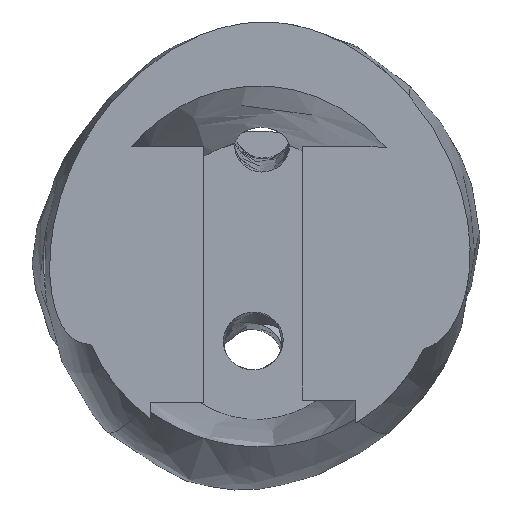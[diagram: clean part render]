
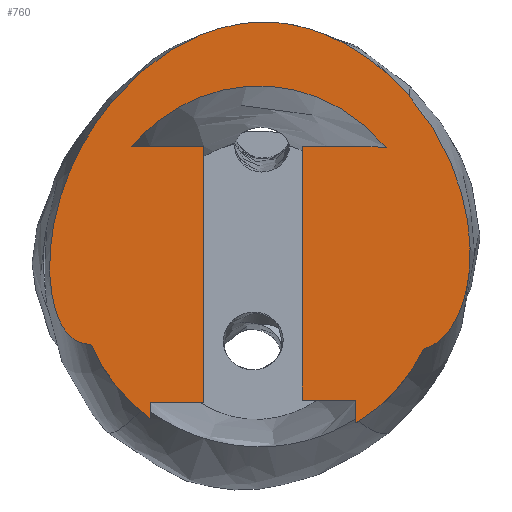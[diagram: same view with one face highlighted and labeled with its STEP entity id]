
A CAD part, front view. The second image highlights one B-rep face of the part: STEP entity #760.
In plain terms, the highlighted planar face has unit normal (0, -1, 0).
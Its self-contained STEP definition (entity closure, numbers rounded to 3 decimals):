
#56=ELLIPSE('',#801,6.502,5.856);
#82=CIRCLE('',#793,5.799);
#83=CIRCLE('',#798,5.922);
#121=FACE_OUTER_BOUND('',#160,.T.);
#160=EDGE_LOOP('',(#631,#632,#633,#634,#635,#636,#637,#638,#639,#640,#641,
#642,#643,#644,#645));
#220=B_SPLINE_CURVE_WITH_KNOTS('',3,(#2252,#2253,#2254,#2255,#2256,#2257,
#2258,#2259,#2260,#2261,#2262,#2263,#2264,#2265,#2266,#2267),
 .UNSPECIFIED.,.F.,.F.,(4,2,2,2,2,2,2,4),(-0.989,-0.758,
-0.568,-0.42,-0.325,-0.267,
-0.219,-0.208),.UNSPECIFIED.);
#221=B_SPLINE_CURVE_WITH_KNOTS('',3,(#2269,#2270,#2271,#2272,#2273,#2274,
#2275,#2276,#2277,#2278,#2279,#2280),.UNSPECIFIED.,.F.,.F.,(4,2,2,2,2,4),
(-0.939,-0.822,-0.712,-0.566,
-0.314,0.),.UNSPECIFIED.);
#222=B_SPLINE_CURVE_WITH_KNOTS('',3,(#2281,#2282,#2283,#2284,#2285,#2286,
#2287,#2288,#2289,#2290,#2291,#2292,#2293,#2294,#2295,#2296),
 .UNSPECIFIED.,.F.,.F.,(4,2,2,2,2,2,2,4),(-1.181,-1.144,
-1.082,-1.003,-0.865,-0.668,
-0.356,0.),.UNSPECIFIED.);
#232=LINE('',#1623,#300);
#233=LINE('',#1631,#301);
#239=LINE('',#1688,#307);
#242=LINE('',#2298,#310);
#243=LINE('',#2300,#311);
#244=LINE('',#2301,#312);
#245=LINE('',#2303,#313);
#246=LINE('',#2305,#314);
#247=LINE('',#2306,#315);
#300=VECTOR('',#855,1.011);
#301=VECTOR('',#858,0.765);
#307=VECTOR('',#872,0.525);
#310=VECTOR('',#881,1.8);
#311=VECTOR('',#882,8.568);
#312=VECTOR('',#883,2.415);
#313=VECTOR('',#884,1.8);
#314=VECTOR('',#885,8.491);
#315=VECTOR('',#886,1.8);
#385=VERTEX_POINT('',#1606);
#386=VERTEX_POINT('',#1611);
#388=VERTEX_POINT('',#1616);
#389=VERTEX_POINT('',#1621);
#391=VERTEX_POINT('',#1630);
#397=VERTEX_POINT('',#1662);
#399=VERTEX_POINT('',#1672);
#402=VERTEX_POINT('',#1686);
#409=VERTEX_POINT('',#2175);
#418=VERTEX_POINT('',#2251);
#419=VERTEX_POINT('',#2268);
#420=VERTEX_POINT('',#2297);
#421=VERTEX_POINT('',#2299);
#422=VERTEX_POINT('',#2302);
#423=VERTEX_POINT('',#2304);
#457=EDGE_CURVE('',#385,#386,#82,.T.);
#461=EDGE_CURVE('',#389,#388,#232,.T.);
#463=EDGE_CURVE('',#386,#391,#233,.T.);
#473=EDGE_CURVE('',#399,#397,#83,.T.);
#477=EDGE_CURVE('',#402,#399,#239,.T.);
#490=EDGE_CURVE('',#388,#409,#56,.T.);
#500=EDGE_CURVE('',#418,#385,#220,.T.);
#501=EDGE_CURVE('',#419,#418,#221,.T.);
#502=EDGE_CURVE('',#397,#419,#222,.T.);
#503=EDGE_CURVE('',#420,#402,#242,.T.);
#504=EDGE_CURVE('',#420,#421,#243,.T.);
#505=EDGE_CURVE('',#421,#409,#244,.T.);
#506=EDGE_CURVE('',#389,#422,#245,.T.);
#507=EDGE_CURVE('',#423,#422,#246,.T.);
#508=EDGE_CURVE('',#391,#423,#247,.T.);
#631=ORIENTED_EDGE('',*,*,#500,.F.);
#632=ORIENTED_EDGE('',*,*,#501,.F.);
#633=ORIENTED_EDGE('',*,*,#502,.F.);
#634=ORIENTED_EDGE('',*,*,#473,.F.);
#635=ORIENTED_EDGE('',*,*,#477,.F.);
#636=ORIENTED_EDGE('',*,*,#503,.F.);
#637=ORIENTED_EDGE('',*,*,#504,.T.);
#638=ORIENTED_EDGE('',*,*,#505,.T.);
#639=ORIENTED_EDGE('',*,*,#490,.F.);
#640=ORIENTED_EDGE('',*,*,#461,.F.);
#641=ORIENTED_EDGE('',*,*,#506,.T.);
#642=ORIENTED_EDGE('',*,*,#507,.F.);
#643=ORIENTED_EDGE('',*,*,#508,.F.);
#644=ORIENTED_EDGE('',*,*,#463,.F.);
#645=ORIENTED_EDGE('',*,*,#457,.F.);
#728=PLANE('',#802);
#760=ADVANCED_FACE('',(#121),#728,.T.);
#793=AXIS2_PLACEMENT_3D('',#1612,#849,#850);
#798=AXIS2_PLACEMENT_3D('',#1674,#867,#868);
#801=AXIS2_PLACEMENT_3D('',#2176,#877,#878);
#802=AXIS2_PLACEMENT_3D('',#2250,#879,#880);
#849=DIRECTION('center_axis',(0.,1.,0.));
#850=DIRECTION('ref_axis',(0.684,0.,0.73));
#855=DIRECTION('',(0.999,0.,-0.033));
#858=DIRECTION('',(0.,0.,1.));
#867=DIRECTION('center_axis',(0.,1.,0.));
#868=DIRECTION('ref_axis',(-0.585,0.,-0.811));
#872=DIRECTION('',(0.,0.,-1.));
#877=DIRECTION('center_axis',(0.,-1.,0.));
#878=DIRECTION('ref_axis',(-0.033,0.,-0.999));
#879=DIRECTION('center_axis',(0.,-1.,0.));
#880=DIRECTION('ref_axis',(0.,0.,-1.));
#881=DIRECTION('',(-1.,0.,0.));
#882=DIRECTION('',(0.,0.,1.));
#883=DIRECTION('',(-1.,0.,0.));
#884=DIRECTION('',(-1.,0.,0.));
#885=DIRECTION('',(0.,0.,1.));
#886=DIRECTION('',(-1.,0.,0.));
#1606=CARTESIAN_POINT('',(17.583,132.,-0.751));
#1611=CARTESIAN_POINT('',(15.303,132.,-3.244));
#1612=CARTESIAN_POINT('Origin',(12.35,132.,1.747));
#1616=CARTESIAN_POINT('',(16.314,132.,5.98));
#1621=CARTESIAN_POINT('',(15.303,132.,6.013));
#1623=CARTESIAN_POINT('',(15.303,132.,6.013));
#1630=CARTESIAN_POINT('',(15.303,132.,-2.478));
#1631=CARTESIAN_POINT('',(15.303,132.,-3.244));
#1662=CARTESIAN_POINT('',(6.438,132.,-0.615));
#1672=CARTESIAN_POINT('',(8.414,132.,-3.081));
#1674=CARTESIAN_POINT('Origin',(11.88,132.,1.721));
#1686=CARTESIAN_POINT('',(8.414,132.,-2.555));
#1688=CARTESIAN_POINT('',(8.414,132.,6.013));
#2175=CARTESIAN_POINT('',(7.799,132.,6.013));
#2176=CARTESIAN_POINT('Origin',(12.015,132.,1.532));
#2250=CARTESIAN_POINT('Origin',(11.831,132.,3.692));
#2251=CARTESIAN_POINT('',(17.084,132.,7.7));
#2252=CARTESIAN_POINT('Ctrl Pts',(17.084,132.,7.7));
#2253=CARTESIAN_POINT('Ctrl Pts',(17.792,132.,6.881));
#2254=CARTESIAN_POINT('Ctrl Pts',(18.344,132.,5.919));
#2255=CARTESIAN_POINT('Ctrl Pts',(18.985,132.,4.056));
#2256=CARTESIAN_POINT('Ctrl Pts',(19.124,132.,3.22));
#2257=CARTESIAN_POINT('Ctrl Pts',(19.128,132.,1.843));
#2258=CARTESIAN_POINT('Ctrl Pts',(19.047,132.,1.294));
#2259=CARTESIAN_POINT('Ctrl Pts',(18.802,132.,0.513));
#2260=CARTESIAN_POINT('Ctrl Pts',(18.669,132.,0.209));
#2261=CARTESIAN_POINT('Ctrl Pts',(18.382,132.,-0.217));
#2262=CARTESIAN_POINT('Ctrl Pts',(18.251,132.,-0.369));
#2263=CARTESIAN_POINT('Ctrl Pts',(17.974,132.,-0.592));
#2264=CARTESIAN_POINT('Ctrl Pts',(17.838,132.,-0.669));
#2265=CARTESIAN_POINT('Ctrl Pts',(17.652,132.,-0.733));
#2266=CARTESIAN_POINT('Ctrl Pts',(17.618,132.,-0.743));
#2267=CARTESIAN_POINT('Ctrl Pts',(17.583,132.,-0.751));
#2268=CARTESIAN_POINT('',(7.176,132.,7.545));
#2269=CARTESIAN_POINT('Ctrl Pts',(7.176,132.,7.545));
#2270=CARTESIAN_POINT('Ctrl Pts',(7.642,132.,8.096));
#2271=CARTESIAN_POINT('Ctrl Pts',(8.177,132.,8.591));
#2272=CARTESIAN_POINT('Ctrl Pts',(9.329,132.,9.392));
#2273=CARTESIAN_POINT('Ctrl Pts',(9.946,132.,9.71));
#2274=CARTESIAN_POINT('Ctrl Pts',(11.451,132.,10.186));
#2275=CARTESIAN_POINT('Ctrl Pts',(12.135,132.,10.192));
#2276=CARTESIAN_POINT('Ctrl Pts',(13.332,132.,10.105));
#2277=CARTESIAN_POINT('Ctrl Pts',(14.07,132.,9.881));
#2278=CARTESIAN_POINT('Ctrl Pts',(15.6,132.,9.116));
#2279=CARTESIAN_POINT('Ctrl Pts',(16.4,132.,8.492));
#2280=CARTESIAN_POINT('Ctrl Pts',(17.084,132.,7.7));
#2281=CARTESIAN_POINT('Ctrl Pts',(6.438,132.,-0.615));
#2282=CARTESIAN_POINT('Ctrl Pts',(6.363,132.,-0.615));
#2283=CARTESIAN_POINT('Ctrl Pts',(6.287,132.,-0.608));
#2284=CARTESIAN_POINT('Ctrl Pts',(6.089,132.,-0.566));
#2285=CARTESIAN_POINT('Ctrl Pts',(5.976,132.,-0.519));
#2286=CARTESIAN_POINT('Ctrl Pts',(5.739,132.,-0.355));
#2287=CARTESIAN_POINT('Ctrl Pts',(5.639,132.,-0.238));
#2288=CARTESIAN_POINT('Ctrl Pts',(5.436,132.,0.054));
#2289=CARTESIAN_POINT('Ctrl Pts',(5.339,132.,0.273));
#2290=CARTESIAN_POINT('Ctrl Pts',(5.167,132.,0.798));
#2291=CARTESIAN_POINT('Ctrl Pts',(5.084,132.,1.206));
#2292=CARTESIAN_POINT('Ctrl Pts',(5.024,132.,2.514));
#2293=CARTESIAN_POINT('Ctrl Pts',(5.14,132.,3.46));
#2294=CARTESIAN_POINT('Ctrl Pts',(5.82,132.,5.572));
#2295=CARTESIAN_POINT('Ctrl Pts',(6.409,132.,6.639));
#2296=CARTESIAN_POINT('Ctrl Pts',(7.176,132.,7.545));
#2297=CARTESIAN_POINT('',(10.214,132.,-2.555));
#2298=CARTESIAN_POINT('',(10.214,132.,-2.555));
#2299=CARTESIAN_POINT('',(10.214,132.,6.013));
#2300=CARTESIAN_POINT('',(10.214,132.,3.773));
#2301=CARTESIAN_POINT('',(10.214,132.,6.013));
#2302=CARTESIAN_POINT('',(13.503,132.,6.013));
#2303=CARTESIAN_POINT('',(12.759,132.,6.013));
#2304=CARTESIAN_POINT('',(13.503,132.,-2.478));
#2305=CARTESIAN_POINT('',(13.503,132.,-2.478));
#2306=CARTESIAN_POINT('',(15.303,132.,-2.478));
